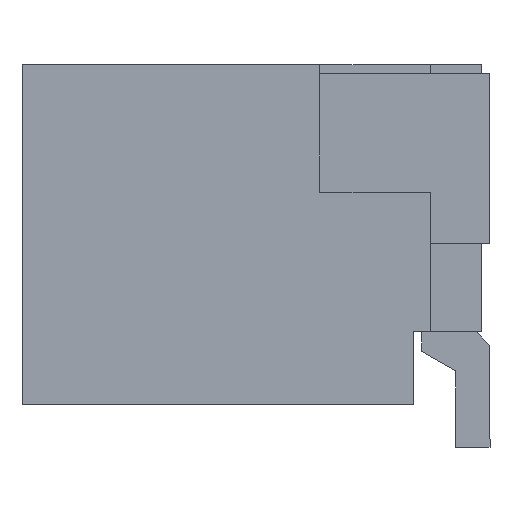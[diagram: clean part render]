
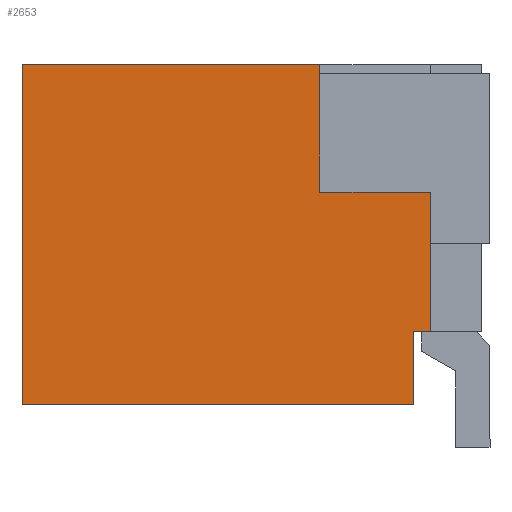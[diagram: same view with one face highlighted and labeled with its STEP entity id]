
A CAD part, left-side view. The second image highlights one B-rep face of the part: STEP entity #2653.
In plain terms, the highlighted planar face has unit normal (-1, 0, 0).
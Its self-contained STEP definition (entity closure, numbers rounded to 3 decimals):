
#108 = CARTESIAN_POINT ( 'NONE',  ( 2.7, 2., 1.3 ) ) ;
#137 = LINE ( 'NONE', #108, #2811 ) ;
#216 = EDGE_LOOP ( 'NONE', ( #3386, #1891, #3295, #574, #2185, #582, #1629, #319 ) ) ;
#221 = EDGE_CURVE ( 'NONE', #927, #2232, #631, .T. ) ;
#251 = CARTESIAN_POINT ( 'NONE',  ( 2.7, 2.95, 0.55 ) ) ;
#276 = VERTEX_POINT ( 'NONE', #251 ) ;
#317 = VERTEX_POINT ( 'NONE', #1941 ) ;
#319 = ORIENTED_EDGE ( 'NONE', *, *, #3221, .F. ) ;
#574 = ORIENTED_EDGE ( 'NONE', *, *, #221, .T. ) ;
#582 = ORIENTED_EDGE ( 'NONE', *, *, #1647, .T. ) ;
#631 = LINE ( 'NONE', #2366, #2411 ) ;
#774 = CARTESIAN_POINT ( 'NONE',  ( 2.7, 2.4, -0.7 ) ) ;
#876 = DIRECTION ( 'NONE',  ( 1., 0., 0. ) ) ;
#927 = VERTEX_POINT ( 'NONE', #3510 ) ;
#1006 = LINE ( 'NONE', #3153, #3511 ) ;
#1182 = VERTEX_POINT ( 'NONE', #1294 ) ;
#1218 = LINE ( 'NONE', #3228, #2576 ) ;
#1294 = CARTESIAN_POINT ( 'NONE',  ( 2.7, 2.3, -0.27 ) ) ;
#1314 = VECTOR ( 'NONE', #1818, 1000. ) ;
#1322 = CARTESIAN_POINT ( 'NONE',  ( 2.7, 2.4, 0.55 ) ) ;
#1611 = FACE_OUTER_BOUND ( 'NONE', #216, .T. ) ;
#1629 = ORIENTED_EDGE ( 'NONE', *, *, #1911, .T. ) ;
#1647 = EDGE_CURVE ( 'NONE', #317, #3494, #2626, .T. ) ;
#1696 = DIRECTION ( 'NONE',  ( 0., 0., -1. ) ) ;
#1717 = EDGE_CURVE ( 'NONE', #1881, #927, #137, .T. ) ;
#1818 = DIRECTION ( 'NONE',  ( 0., 0., -1. ) ) ;
#1844 = VECTOR ( 'NONE', #1696, 1000. ) ;
#1881 = VERTEX_POINT ( 'NONE', #3099 ) ;
#1891 = ORIENTED_EDGE ( 'NONE', *, *, #2307, .F. ) ;
#1903 = VECTOR ( 'NONE', #3190, 1000. ) ;
#1911 = EDGE_CURVE ( 'NONE', #3494, #1182, #1006, .T. ) ;
#1934 = LINE ( 'NONE', #2534, #1844 ) ;
#1941 = CARTESIAN_POINT ( 'NONE',  ( 2.7, 2.4, -0.7 ) ) ;
#2087 = DIRECTION ( 'NONE',  ( 0., 0., -1. ) ) ;
#2179 = DIRECTION ( 'NONE',  ( 0., 1., 0. ) ) ;
#2185 = ORIENTED_EDGE ( 'NONE', *, *, #2559, .F. ) ;
#2232 = VERTEX_POINT ( 'NONE', #3000 ) ;
#2271 = DIRECTION ( 'NONE',  ( 0., 1., 0. ) ) ;
#2307 = EDGE_CURVE ( 'NONE', #1881, #276, #1934, .T. ) ;
#2341 = VERTEX_POINT ( 'NONE', #3331 ) ;
#2366 = CARTESIAN_POINT ( 'NONE',  ( 2.7, 4.7, 1.3 ) ) ;
#2408 = CARTESIAN_POINT ( 'NONE',  ( 2.7, 2.3, 1.3 ) ) ;
#2411 = VECTOR ( 'NONE', #2087, 1000. ) ;
#2430 = PLANE ( 'NONE',  #3323 ) ;
#2495 = CARTESIAN_POINT ( 'NONE',  ( 2.7, 2.4, 1.3 ) ) ;
#2534 = CARTESIAN_POINT ( 'NONE',  ( 2.7, 2.95, 1.3 ) ) ;
#2559 = EDGE_CURVE ( 'NONE', #317, #2232, #1218, .T. ) ;
#2576 = VECTOR ( 'NONE', #2179, 1000. ) ;
#2626 = LINE ( 'NONE', #774, #1903 ) ;
#2653 = ADVANCED_FACE ( 'NONE', ( #1611 ), #2430, .F. ) ;
#2811 = VECTOR ( 'NONE', #2271, 1000. ) ;
#2834 = DIRECTION ( 'NONE',  ( 0., -1., 0. ) ) ;
#2890 = LINE ( 'NONE', #2408, #1314 ) ;
#3000 = CARTESIAN_POINT ( 'NONE',  ( 2.7, 4.7, -0.7 ) ) ;
#3036 = DIRECTION ( 'NONE',  ( 0., 0., -1. ) ) ;
#3099 = CARTESIAN_POINT ( 'NONE',  ( 2.7, 2.95, 1.3 ) ) ;
#3153 = CARTESIAN_POINT ( 'NONE',  ( 2.7, 2.4, -0.27 ) ) ;
#3178 = VECTOR ( 'NONE', #3232, 1000. ) ;
#3190 = DIRECTION ( 'NONE',  ( 0., 0., 1. ) ) ;
#3221 = EDGE_CURVE ( 'NONE', #2341, #1182, #2890, .T. ) ;
#3228 = CARTESIAN_POINT ( 'NONE',  ( 2.7, 2.4, -0.7 ) ) ;
#3232 = DIRECTION ( 'NONE',  ( 0., -1., 0. ) ) ;
#3295 = ORIENTED_EDGE ( 'NONE', *, *, #1717, .T. ) ;
#3305 = EDGE_CURVE ( 'NONE', #276, #2341, #3346, .T. ) ;
#3323 = AXIS2_PLACEMENT_3D ( 'NONE', #2495, #876, #3036 ) ;
#3331 = CARTESIAN_POINT ( 'NONE',  ( 2.7, 2.3, 0.55 ) ) ;
#3346 = LINE ( 'NONE', #1322, #3178 ) ;
#3386 = ORIENTED_EDGE ( 'NONE', *, *, #3305, .F. ) ;
#3464 = CARTESIAN_POINT ( 'NONE',  ( 2.7, 2.4, -0.27 ) ) ;
#3494 = VERTEX_POINT ( 'NONE', #3464 ) ;
#3510 = CARTESIAN_POINT ( 'NONE',  ( 2.7, 4.7, 1.3 ) ) ;
#3511 = VECTOR ( 'NONE', #2834, 1000. ) ;
